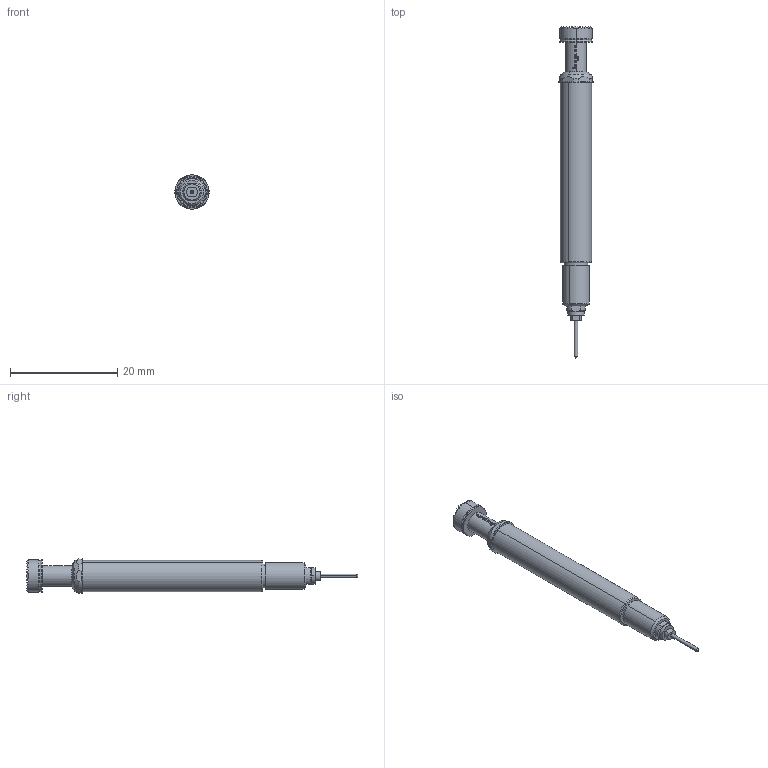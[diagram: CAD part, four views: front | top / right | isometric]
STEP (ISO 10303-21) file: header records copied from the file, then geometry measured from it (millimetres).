
FILE_DESCRIPTION (( 'STEP AP203' ), '1' );
FILE_NAME ('INGUN_BCP-624_360_600_A_xx02_M-51.STEP', '2024-04-04T14:32:22', ( '' ), ( '' ), 'SwSTEP 2.0', 'SolidWorks 2021', '' );
FILE_SCHEMA (( 'CONFIG_CONTROL_DESIGN' ));
Length unit declared in the file: millimetre
Products named in the file (1): INGUN_BCP-624_360_600_A_xx02_M-51
Bounding box: 6.4 x 61.8 x 6.4 mm (x, y, z)
Volume: 1243.2 mm3; surface area: 1070.1 mm2
Topology: 1 solids, 1 shells, 596 faces, 1208 edges, 625 vertices
Faces by surface type: plane 505, cylinder 42, bspline 22, cone 21, torus 6
Entity records: 15083 total; most frequent: CARTESIAN_POINT 3600, ORIENTED_EDGE 2416, DIRECTION 2234, EDGE_CURVE 1208, VECTOR 756, LINE 756, AXIS2_PLACEMENT_3D 739, VERTEX_POINT 625
